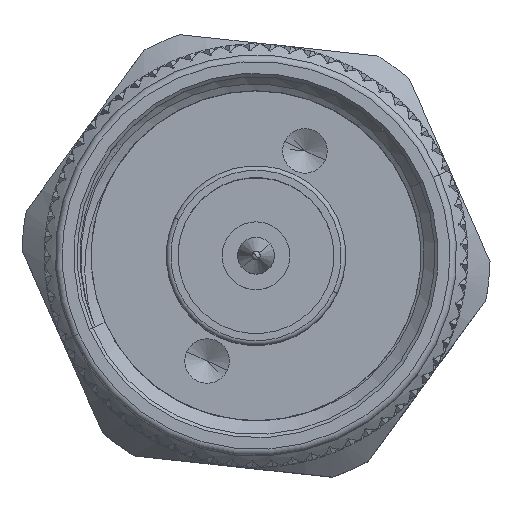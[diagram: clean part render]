
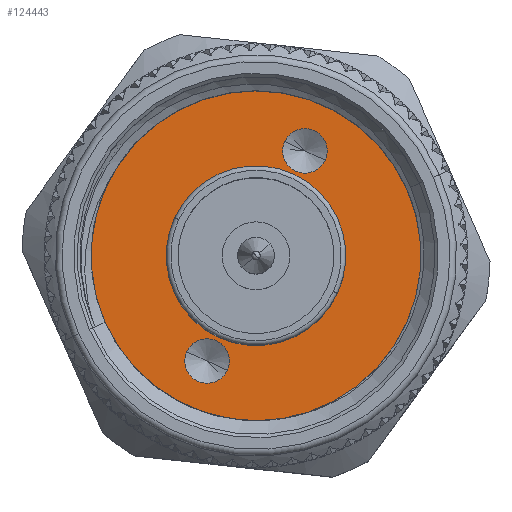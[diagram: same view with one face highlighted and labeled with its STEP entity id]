
A CAD part, top view. The second image highlights one B-rep face of the part: STEP entity #124443.
In plain terms, the highlighted planar face has unit normal (0, 0, 1).
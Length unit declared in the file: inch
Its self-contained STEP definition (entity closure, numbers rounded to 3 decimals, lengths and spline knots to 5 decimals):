
#6187 = CIRCLE ( 'NONE', #102453, 0.31102 ) ;
#7821 = DIRECTION ( 'NONE',  ( 0.907, -0.422, 0. ) ) ;
#9130 = CARTESIAN_POINT ( 'NONE',  ( -0.14398, 0.05751, 0.95838 ) ) ;
#11745 = CARTESIAN_POINT ( 'NONE',  ( -0.08674, -0.19497, 0.95838 ) ) ;
#12903 = CARTESIAN_POINT ( 'NONE',  ( -0.28228, 0.12191, 0.95838 ) ) ;
#18622 = CIRCLE ( 'NONE', #29554, 0.31102 ) ;
#19372 = CARTESIAN_POINT ( 'NONE',  ( 0.28163, -0.14066, 0.95838 ) ) ;
#22245 = DIRECTION ( 'NONE',  ( 0.907, -0.422, 0. ) ) ;
#22845 = CARTESIAN_POINT ( 'NONE',  ( 0.08609, 0.17622, 0.95838 ) ) ;
#24287 = ORIENTED_EDGE ( 'NONE', *, *, #90133, .F. ) ;
#25981 = EDGE_LOOP ( 'NONE', ( #127504, #110523 ) ) ;
#27481 = VERTEX_POINT ( 'NONE', #35576 ) ;
#28969 = EDGE_CURVE ( 'NONE', #72497, #87862, #18622, .T. ) ;
#29554 = AXIS2_PLACEMENT_3D ( 'NONE', #64338, #63643, #7821 ) ;
#31192 = ORIENTED_EDGE ( 'NONE', *, *, #76423, .F. ) ;
#31218 = CIRCLE ( 'NONE', #118827, 0.03937 ) ;
#31565 = CIRCLE ( 'NONE', #108219, 0.15846 ) ;
#32432 = AXIS2_PLACEMENT_3D ( 'NONE', #116090, #125064, #22245 ) ;
#35576 = CARTESIAN_POINT ( 'NONE',  ( 0.12178, 0.1596, 0.95838 ) ) ;
#37474 = CIRCLE ( 'NONE', #63569, 0.03937 ) ;
#39841 = DIRECTION ( 'NONE',  ( 0.907, -0.422, 0. ) ) ;
#41607 = DIRECTION ( 'NONE',  ( 0.907, -0.422, 0. ) ) ;
#42881 = CARTESIAN_POINT ( 'NONE',  ( 0.14333, -0.07626, 0.95838 ) ) ;
#47414 = EDGE_CURVE ( 'NONE', #87862, #72497, #6187, .T. ) ;
#49823 = PLANE ( 'NONE',  #98892 ) ;
#51161 = FACE_BOUND ( 'NONE', #53870, .T. ) ;
#51706 = EDGE_CURVE ( 'NONE', #114384, #27481, #37474, .T. ) ;
#51815 = ORIENTED_EDGE ( 'NONE', *, *, #125767, .T. ) ;
#52168 = DIRECTION ( 'NONE',  ( 0., 0., 1. ) ) ;
#53870 = EDGE_LOOP ( 'NONE', ( #24287, #31192 ) ) ;
#53978 = CARTESIAN_POINT ( 'NONE',  ( -0.05105, -0.21159, 0.95838 ) ) ;
#54197 = DIRECTION ( 'NONE',  ( 0., 0., -1. ) ) ;
#58192 = EDGE_LOOP ( 'NONE', ( #51815, #95063 ) ) ;
#61258 = CIRCLE ( 'NONE', #126970, 0.15846 ) ;
#62833 = VERTEX_POINT ( 'NONE', #118909 ) ;
#63569 = AXIS2_PLACEMENT_3D ( 'NONE', #92071, #134652, #91392 ) ;
#63643 = DIRECTION ( 'NONE',  ( 0., 0., 1. ) ) ;
#64338 = CARTESIAN_POINT ( 'NONE',  ( -0.00032, -0.00938, 0.95838 ) ) ;
#69324 = VERTEX_POINT ( 'NONE', #9130 ) ;
#70964 = FACE_BOUND ( 'NONE', #58192, .T. ) ;
#71238 = ORIENTED_EDGE ( 'NONE', *, *, #98449, .F. ) ;
#71304 = DIRECTION ( 'NONE',  ( 0.907, -0.422, 0. ) ) ;
#72307 = DIRECTION ( 'NONE',  ( 0., 0., 1. ) ) ;
#72497 = VERTEX_POINT ( 'NONE', #19372 ) ;
#76423 = EDGE_CURVE ( 'NONE', #69324, #80942, #61258, .T. ) ;
#77511 = VERTEX_POINT ( 'NONE', #53978 ) ;
#80942 = VERTEX_POINT ( 'NONE', #42881 ) ;
#82278 = DIRECTION ( 'NONE',  ( 0.907, -0.422, 0. ) ) ;
#83287 = DIRECTION ( 'NONE',  ( 0.907, -0.422, 0. ) ) ;
#83977 = CARTESIAN_POINT ( 'NONE',  ( -0.00032, -0.00938, 0.95838 ) ) ;
#87862 = VERTEX_POINT ( 'NONE', #12903 ) ;
#89080 = CIRCLE ( 'NONE', #115319, 0.03937 ) ;
#90133 = EDGE_CURVE ( 'NONE', #80942, #69324, #31565, .T. ) ;
#91392 = DIRECTION ( 'NONE',  ( 0.907, -0.422, 0. ) ) ;
#92071 = CARTESIAN_POINT ( 'NONE',  ( 0.08609, 0.17622, 0.95838 ) ) ;
#92571 = CARTESIAN_POINT ( 'NONE',  ( -0.00032, -0.00938, 0.95838 ) ) ;
#93229 = CARTESIAN_POINT ( 'NONE',  ( -0.00032, -0.00938, 0.95838 ) ) ;
#95063 = ORIENTED_EDGE ( 'NONE', *, *, #132874, .T. ) ;
#98449 = EDGE_CURVE ( 'NONE', #27481, #114384, #89080, .T. ) ;
#98892 = AXIS2_PLACEMENT_3D ( 'NONE', #83977, #72307, #83287 ) ;
#100895 = DIRECTION ( 'NONE',  ( 0., 0., 1. ) ) ;
#102453 = AXIS2_PLACEMENT_3D ( 'NONE', #92571, #52168, #82278 ) ;
#104851 = EDGE_LOOP ( 'NONE', ( #71238, #119088 ) ) ;
#108219 = AXIS2_PLACEMENT_3D ( 'NONE', #93229, #124088, #39841 ) ;
#110523 = ORIENTED_EDGE ( 'NONE', *, *, #28969, .T. ) ;
#112497 = CARTESIAN_POINT ( 'NONE',  ( -0.00032, -0.00938, 0.95838 ) ) ;
#114384 = VERTEX_POINT ( 'NONE', #130333 ) ;
#114820 = FACE_BOUND ( 'NONE', #104851, .T. ) ;
#115198 = DIRECTION ( 'NONE',  ( 0.907, -0.422, 0. ) ) ;
#115319 = AXIS2_PLACEMENT_3D ( 'NONE', #22845, #117416, #41607 ) ;
#116090 = CARTESIAN_POINT ( 'NONE',  ( -0.08674, -0.19497, 0.95838 ) ) ;
#117416 = DIRECTION ( 'NONE',  ( 0., 0., 1. ) ) ;
#118827 = AXIS2_PLACEMENT_3D ( 'NONE', #11745, #54197, #115198 ) ;
#118909 = CARTESIAN_POINT ( 'NONE',  ( -0.12243, -0.17835, 0.95838 ) ) ;
#119088 = ORIENTED_EDGE ( 'NONE', *, *, #51706, .F. ) ;
#123782 = FACE_OUTER_BOUND ( 'NONE', #25981, .T. ) ;
#124088 = DIRECTION ( 'NONE',  ( 0., 0., 1. ) ) ;
#124443 = ADVANCED_FACE ( 'NONE', ( #70964, #114820, #51161, #123782 ), #49823, .T. ) ;
#125064 = DIRECTION ( 'NONE',  ( 0., 0., -1. ) ) ;
#125767 = EDGE_CURVE ( 'NONE', #77511, #62833, #31218, .T. ) ;
#126970 = AXIS2_PLACEMENT_3D ( 'NONE', #112497, #100895, #71304 ) ;
#127504 = ORIENTED_EDGE ( 'NONE', *, *, #47414, .T. ) ;
#130333 = CARTESIAN_POINT ( 'NONE',  ( 0.0504, 0.19283, 0.95838 ) ) ;
#132874 = EDGE_CURVE ( 'NONE', #62833, #77511, #133148, .T. ) ;
#133148 = CIRCLE ( 'NONE', #32432, 0.03937 ) ;
#134652 = DIRECTION ( 'NONE',  ( 0., 0., 1. ) ) ;
